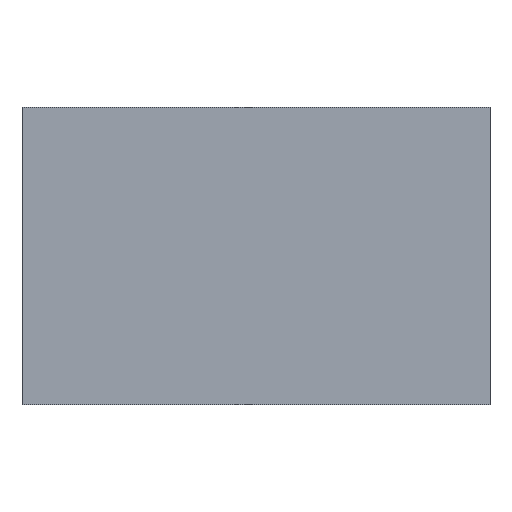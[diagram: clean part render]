
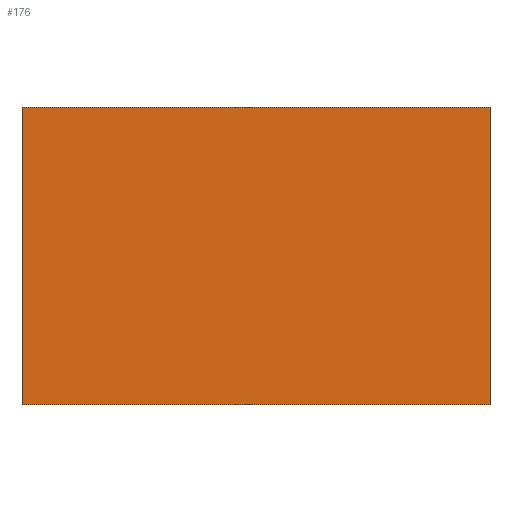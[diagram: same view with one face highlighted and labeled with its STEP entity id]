
A CAD part, top view. The second image highlights one B-rep face of the part: STEP entity #176.
In plain terms, the highlighted planar face has unit normal (0, 0, 1).
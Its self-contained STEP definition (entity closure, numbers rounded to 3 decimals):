
#2 = LINE ( 'NONE', #56, #72 ) ;
#5 = CARTESIAN_POINT ( 'NONE',  ( 15.9, -10.1, 0.95 ) ) ;
#15 = EDGE_CURVE ( 'NONE', #113, #155, #2, .T. ) ;
#18 = FACE_OUTER_BOUND ( 'NONE', #226, .T. ) ;
#19 = AXIS2_PLACEMENT_3D ( 'NONE', #88, #71, #78 ) ;
#22 = LINE ( 'NONE', #86, #188 ) ;
#25 = ORIENTED_EDGE ( 'NONE', *, *, #73, .T. ) ;
#31 = ORIENTED_EDGE ( 'NONE', *, *, #15, .T. ) ;
#36 = DIRECTION ( 'NONE',  ( 0., -1., 0. ) ) ;
#43 = CARTESIAN_POINT ( 'NONE',  ( 15.9, 10.1, 0.95 ) ) ;
#48 = EDGE_CURVE ( 'NONE', #124, #211, #218, .T. ) ;
#53 = DIRECTION ( 'NONE',  ( -1., 0., 0. ) ) ;
#56 = CARTESIAN_POINT ( 'NONE',  ( -15.9, -10.1, 0.95 ) ) ;
#71 = DIRECTION ( 'NONE',  ( 0., 0., -1. ) ) ;
#72 = VECTOR ( 'NONE', #36, 1000. ) ;
#73 = EDGE_CURVE ( 'NONE', #155, #124, #102, .T. ) ;
#74 = DIRECTION ( 'NONE',  ( 1., 0., 0. ) ) ;
#78 = DIRECTION ( 'NONE',  ( -1., 0., 0. ) ) ;
#84 = VECTOR ( 'NONE', #74, 1000. ) ;
#86 = CARTESIAN_POINT ( 'NONE',  ( -15.9, 10.1, 0.95 ) ) ;
#88 = CARTESIAN_POINT ( 'NONE',  ( 0., 0., 0.95 ) ) ;
#89 = CARTESIAN_POINT ( 'NONE',  ( -15.9, 10.1, 0.95 ) ) ;
#97 = ORIENTED_EDGE ( 'NONE', *, *, #48, .T. ) ;
#102 = LINE ( 'NONE', #190, #84 ) ;
#113 = VERTEX_POINT ( 'NONE', #89 ) ;
#124 = VERTEX_POINT ( 'NONE', #178 ) ;
#125 = ORIENTED_EDGE ( 'NONE', *, *, #161, .T. ) ;
#130 = DIRECTION ( 'NONE',  ( 0., 1., 0. ) ) ;
#145 = VECTOR ( 'NONE', #130, 1000. ) ;
#155 = VERTEX_POINT ( 'NONE', #223 ) ;
#161 = EDGE_CURVE ( 'NONE', #211, #113, #22, .T. ) ;
#176 = ADVANCED_FACE ( 'NONE', ( #18 ), #187, .F. ) ;
#178 = CARTESIAN_POINT ( 'NONE',  ( 15.9, -10.1, 0.95 ) ) ;
#187 = PLANE ( 'NONE',  #19 ) ;
#188 = VECTOR ( 'NONE', #53, 1000. ) ;
#190 = CARTESIAN_POINT ( 'NONE',  ( -15.9, -10.1, 0.95 ) ) ;
#211 = VERTEX_POINT ( 'NONE', #43 ) ;
#218 = LINE ( 'NONE', #5, #145 ) ;
#223 = CARTESIAN_POINT ( 'NONE',  ( -15.9, -10.1, 0.95 ) ) ;
#226 = EDGE_LOOP ( 'NONE', ( #97, #125, #31, #25 ) ) ;
